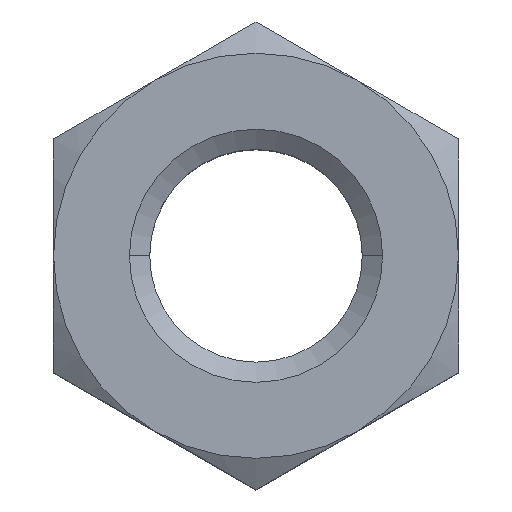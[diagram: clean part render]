
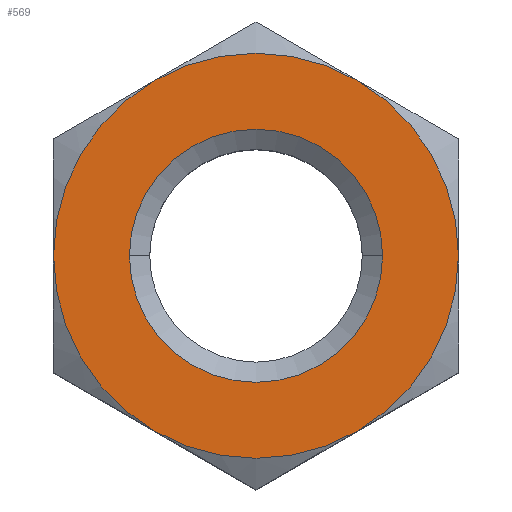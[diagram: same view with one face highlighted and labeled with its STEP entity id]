
A CAD part, top view. The second image highlights one B-rep face of the part: STEP entity #569.
In plain terms, the highlighted planar face has unit normal (0, 0, 1).
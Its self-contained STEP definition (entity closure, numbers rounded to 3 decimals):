
#3 = PLANE ( 'NONE',  #805 ) ;
#7 = CIRCLE ( 'NONE', #339, 4. ) ;
#21 = ORIENTED_EDGE ( 'NONE', *, *, #707, .T. ) ;
#59 = DIRECTION ( 'NONE',  ( 0., 0., 1. ) ) ;
#60 = CARTESIAN_POINT ( 'NONE',  ( -2., -3.464, 0. ) ) ;
#68 = ORIENTED_EDGE ( 'NONE', *, *, #810, .T. ) ;
#69 = AXIS2_PLACEMENT_3D ( 'NONE', #196, #768, #408 ) ;
#110 = CARTESIAN_POINT ( 'NONE',  ( 0., 0., 0. ) ) ;
#117 = CIRCLE ( 'NONE', #208, 4. ) ;
#120 = AXIS2_PLACEMENT_3D ( 'NONE', #695, #192, #257 ) ;
#137 = FACE_BOUND ( 'NONE', #623, .T. ) ;
#144 = VERTEX_POINT ( 'NONE', #594 ) ;
#165 = DIRECTION ( 'NONE',  ( -1., 0., 0. ) ) ;
#167 = ORIENTED_EDGE ( 'NONE', *, *, #845, .F. ) ;
#177 = CARTESIAN_POINT ( 'NONE',  ( -2.5, 0., 0. ) ) ;
#180 = CIRCLE ( 'NONE', #120, 4. ) ;
#192 = DIRECTION ( 'NONE',  ( 0., 0., 1. ) ) ;
#196 = CARTESIAN_POINT ( 'NONE',  ( 0., 0., 0. ) ) ;
#202 = CIRCLE ( 'NONE', #69, 4. ) ;
#208 = AXIS2_PLACEMENT_3D ( 'NONE', #436, #803, #165 ) ;
#217 = EDGE_LOOP ( 'NONE', ( #21, #741, #797, #68, #755, #830 ) ) ;
#226 = CARTESIAN_POINT ( 'NONE',  ( 4., 0., 0. ) ) ;
#234 = VERTEX_POINT ( 'NONE', #226 ) ;
#241 = DIRECTION ( 'NONE',  ( -1., 0., 0. ) ) ;
#245 = AXIS2_PLACEMENT_3D ( 'NONE', #736, #439, #441 ) ;
#257 = DIRECTION ( 'NONE',  ( -1., 0., 0. ) ) ;
#264 = CIRCLE ( 'NONE', #245, 4. ) ;
#267 = EDGE_CURVE ( 'NONE', #563, #815, #264, .T. ) ;
#272 = DIRECTION ( 'NONE',  ( 1., 0., 0. ) ) ;
#285 = VERTEX_POINT ( 'NONE', #308 ) ;
#287 = CARTESIAN_POINT ( 'NONE',  ( 0., 0., 0. ) ) ;
#296 = EDGE_CURVE ( 'NONE', #772, #443, #842, .T. ) ;
#308 = CARTESIAN_POINT ( 'NONE',  ( -2., 3.464, 0. ) ) ;
#321 = DIRECTION ( 'NONE',  ( 1., 0., 0. ) ) ;
#339 = AXIS2_PLACEMENT_3D ( 'NONE', #110, #750, #241 ) ;
#406 = CARTESIAN_POINT ( 'NONE',  ( 2., -3.464, 0. ) ) ;
#408 = DIRECTION ( 'NONE',  ( -1., 0., 0. ) ) ;
#436 = CARTESIAN_POINT ( 'NONE',  ( 0., 0., 0. ) ) ;
#439 = DIRECTION ( 'NONE',  ( 0., 0., 1. ) ) ;
#441 = DIRECTION ( 'NONE',  ( -1., 0., 0. ) ) ;
#443 = VERTEX_POINT ( 'NONE', #762 ) ;
#484 = AXIS2_PLACEMENT_3D ( 'NONE', #675, #875, #321 ) ;
#548 = DIRECTION ( 'NONE',  ( 1., 0., 0. ) ) ;
#549 = CARTESIAN_POINT ( 'NONE',  ( 0., 4.619, 0. ) ) ;
#553 = VERTEX_POINT ( 'NONE', #698 ) ;
#563 = VERTEX_POINT ( 'NONE', #60 ) ;
#569 = ADVANCED_FACE ( 'NONE', ( #604, #137 ), #3, .F. ) ;
#594 = CARTESIAN_POINT ( 'NONE',  ( 2., 3.464, 0. ) ) ;
#604 = FACE_OUTER_BOUND ( 'NONE', #217, .T. ) ;
#623 = EDGE_LOOP ( 'NONE', ( #167, #625 ) ) ;
#625 = ORIENTED_EDGE ( 'NONE', *, *, #296, .F. ) ;
#632 = DIRECTION ( 'NONE',  ( 0., 0., -1. ) ) ;
#649 = CIRCLE ( 'NONE', #722, 4. ) ;
#675 = CARTESIAN_POINT ( 'NONE',  ( 0., 0., 0. ) ) ;
#695 = CARTESIAN_POINT ( 'NONE',  ( 0., 0., 0. ) ) ;
#698 = CARTESIAN_POINT ( 'NONE',  ( -4., 0., 0. ) ) ;
#707 = EDGE_CURVE ( 'NONE', #285, #553, #117, .T. ) ;
#722 = AXIS2_PLACEMENT_3D ( 'NONE', #287, #855, #272 ) ;
#736 = CARTESIAN_POINT ( 'NONE',  ( 0., 0., 0. ) ) ;
#741 = ORIENTED_EDGE ( 'NONE', *, *, #753, .T. ) ;
#750 = DIRECTION ( 'NONE',  ( 0., 0., 1. ) ) ;
#753 = EDGE_CURVE ( 'NONE', #553, #563, #7, .T. ) ;
#755 = ORIENTED_EDGE ( 'NONE', *, *, #870, .T. ) ;
#762 = CARTESIAN_POINT ( 'NONE',  ( 2.5, 0., 0. ) ) ;
#768 = DIRECTION ( 'NONE',  ( 0., 0., 1. ) ) ;
#769 = DIRECTION ( 'NONE',  ( -1., 0., 0. ) ) ;
#772 = VERTEX_POINT ( 'NONE', #177 ) ;
#797 = ORIENTED_EDGE ( 'NONE', *, *, #267, .T. ) ;
#800 = EDGE_CURVE ( 'NONE', #144, #285, #202, .T. ) ;
#803 = DIRECTION ( 'NONE',  ( 0., 0., 1. ) ) ;
#805 = AXIS2_PLACEMENT_3D ( 'NONE', #549, #632, #769 ) ;
#810 = EDGE_CURVE ( 'NONE', #815, #234, #180, .T. ) ;
#815 = VERTEX_POINT ( 'NONE', #406 ) ;
#816 = AXIS2_PLACEMENT_3D ( 'NONE', #902, #59, #548 ) ;
#830 = ORIENTED_EDGE ( 'NONE', *, *, #800, .T. ) ;
#842 = CIRCLE ( 'NONE', #484, 2.5 ) ;
#845 = EDGE_CURVE ( 'NONE', #443, #772, #894, .T. ) ;
#855 = DIRECTION ( 'NONE',  ( 0., 0., 1. ) ) ;
#870 = EDGE_CURVE ( 'NONE', #234, #144, #649, .T. ) ;
#875 = DIRECTION ( 'NONE',  ( 0., 0., 1. ) ) ;
#894 = CIRCLE ( 'NONE', #816, 2.5 ) ;
#902 = CARTESIAN_POINT ( 'NONE',  ( 0., 0., 0. ) ) ;
